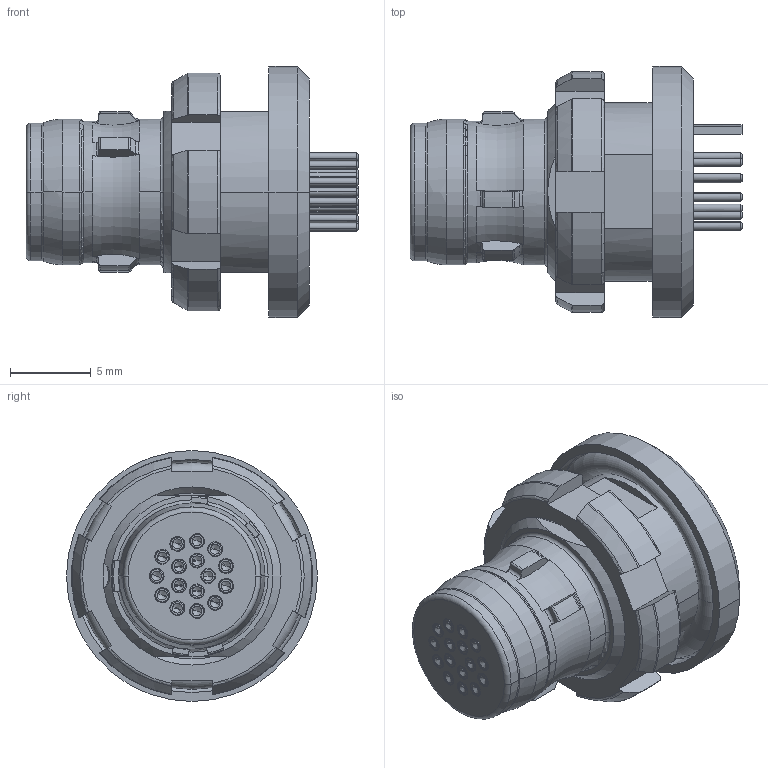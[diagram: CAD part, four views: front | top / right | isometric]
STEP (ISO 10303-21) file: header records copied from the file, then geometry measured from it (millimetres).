
FILE_DESCRIPTION((''),'2;1');
FILE_NAME('GW1YAR-P16UD00-R00L','2019-08-16T11:54:47',('dmz9309'),(''),'CREO PARAMETRIC BY PTC INC, 2018500','CREO PARAMETRIC BY PTC INC, 2018500','');
FILE_SCHEMA(('CONFIG_CONTROL_DESIGN','SHAPE_APPEARANCE_LAYERS_GROUPS'));
Length unit declared in the file: millimetre
Products named in the file (1): GW1YAR-P16UD00-R00L
Bounding box: 20.5 x 15.5 x 15.5 mm (x, y, z)
Volume: 1748.5 mm3; surface area: 2550 mm2
Topology: 1 solids, 5 shells, 449 faces, 1113 edges, 684 vertices
Faces by surface type: cylinder 143, cone 122, torus 91, plane 88, sphere 3, bspline 2
Entity records: 17102 total; most frequent: CARTESIAN_POINT 3307, DIRECTION 2348, ORIENTED_EDGE 2156, EDGE_CURVE 1078, AXIS2_PLACEMENT_3D 996, VERTEX_POINT 684, CIRCLE 549, EDGE_LOOP 506
